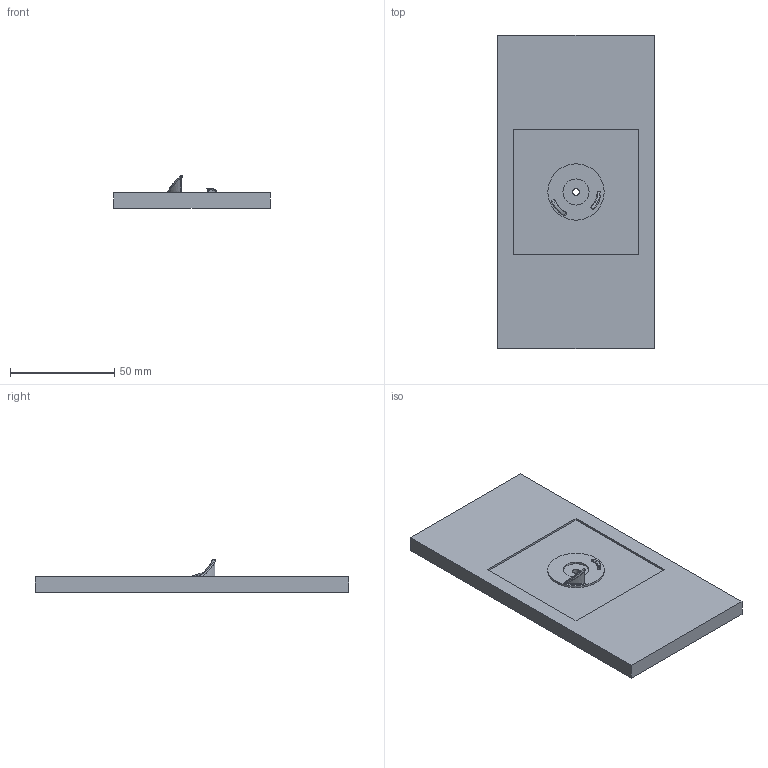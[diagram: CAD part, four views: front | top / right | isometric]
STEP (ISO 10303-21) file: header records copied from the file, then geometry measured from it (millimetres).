
FILE_DESCRIPTION (( 'STEP AP214' ), '1' );
FILE_NAME ('derailleur-jig-no-axle.STEP', '2025-11-20T19:00:38', ( '' ), ( '' ), 'SwSTEP 2.0', 'SolidWorks 2025', '' );
FILE_SCHEMA (( 'AUTOMOTIVE_DESIGN' ));
Length unit declared in the file: millimetre
Products named in the file (1): derailleur-jig-no-axle
Bounding box: 75 x 150 x 15.73 mm (x, y, z)
Volume: 81059.1 mm3; surface area: 26485.8 mm2
Topology: 1 solids, 1 shells, 70 faces, 171 edges, 109 vertices
Faces by surface type: bspline 30, plane 20, cylinder 15, torus 5
Entity records: 3005 total; most frequent: CARTESIAN_POINT 1559, ORIENTED_EDGE 342, DIRECTION 219, EDGE_CURVE 171, VERTEX_POINT 109, AXIS2_PLACEMENT_3D 86, B_SPLINE_CURVE_WITH_KNOTS 79, EDGE_LOOP 78
